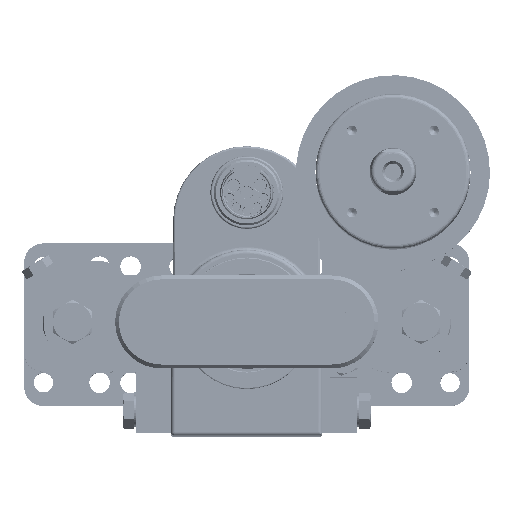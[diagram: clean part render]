
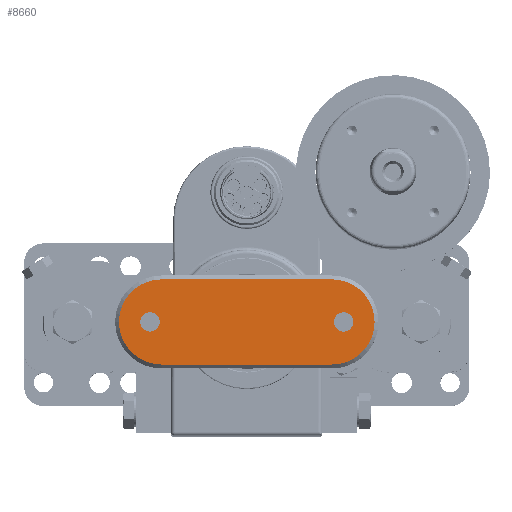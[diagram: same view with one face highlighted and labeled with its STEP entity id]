
A CAD part, top view. The second image highlights one B-rep face of the part: STEP entity #8660.
In plain terms, the highlighted planar face has unit normal (0, 0, 1).
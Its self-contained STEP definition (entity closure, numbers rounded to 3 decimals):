
#260 = CARTESIAN_POINT ( 'NONE',  ( 22., -11., 9. ) ) ;
#835 = CARTESIAN_POINT ( 'NONE',  ( -22., 0., 9. ) ) ;
#968 = CARTESIAN_POINT ( 'NONE',  ( -33., 0., 9. ) ) ;
#1054 = CARTESIAN_POINT ( 'NONE',  ( -25., 0., 9. ) ) ;
#1085 = AXIS2_PLACEMENT_3D ( 'NONE', #1054, #41984, #27397 ) ;
#1209 = CARTESIAN_POINT ( 'NONE',  ( 25., 0., 9. ) ) ;
#3066 = DIRECTION ( 'NONE',  ( 1., 0., 0. ) ) ;
#3244 = CIRCLE ( 'NONE', #28397, 11. ) ;
#4909 = DIRECTION ( 'NONE',  ( 0., 0., -1. ) ) ;
#6406 = AXIS2_PLACEMENT_3D ( 'NONE', #21751, #26188, #3066 ) ;
#8482 = DIRECTION ( 'NONE',  ( 0., 0., 1. ) ) ;
#8660 = ADVANCED_FACE ( 'NONE', ( #40518, #37298, #18311 ), #29153, .T. ) ;
#8666 = EDGE_CURVE ( 'NONE', #23153, #35629, #24516, .T. ) ;
#9556 = VERTEX_POINT ( 'NONE', #47021 ) ;
#9762 = EDGE_CURVE ( 'NONE', #48712, #48712, #36339, .T. ) ;
#10755 = VECTOR ( 'NONE', #46771, 1000. ) ;
#11203 = DIRECTION ( 'NONE',  ( 0., 0., 1. ) ) ;
#11527 = CARTESIAN_POINT ( 'NONE',  ( 22.5, 0., 9. ) ) ;
#11982 = CIRCLE ( 'NONE', #45810, 11. ) ;
#13041 = DIRECTION ( 'NONE',  ( -1., 0., 0. ) ) ;
#13313 = EDGE_CURVE ( 'NONE', #25570, #31746, #23583, .T. ) ;
#14719 = CARTESIAN_POINT ( 'NONE',  ( -22., 0., 9. ) ) ;
#14846 = CARTESIAN_POINT ( 'NONE',  ( -22., -11., 9. ) ) ;
#15814 = LINE ( 'NONE', #31538, #48334 ) ;
#18311 = FACE_OUTER_BOUND ( 'NONE', #24272, .T. ) ;
#19388 = ORIENTED_EDGE ( 'NONE', *, *, #19921, .T. ) ;
#19921 = EDGE_CURVE ( 'NONE', #35629, #22040, #15814, .T. ) ;
#20602 = AXIS2_PLACEMENT_3D ( 'NONE', #1209, #4909, #13041 ) ;
#21751 = CARTESIAN_POINT ( 'NONE',  ( 22., 0., 9. ) ) ;
#22040 = VERTEX_POINT ( 'NONE', #37807 ) ;
#23153 = VERTEX_POINT ( 'NONE', #47578 ) ;
#23356 = ORIENTED_EDGE ( 'NONE', *, *, #29167, .T. ) ;
#23471 = DIRECTION ( 'NONE',  ( 1., 0., 0. ) ) ;
#23583 = LINE ( 'NONE', #35644, #10755 ) ;
#23665 = DIRECTION ( 'NONE',  ( -1., 0., 0. ) ) ;
#24272 = EDGE_LOOP ( 'NONE', ( #23356, #46092, #29063, #45317, #36895, #19388 ) ) ;
#24516 = CIRCLE ( 'NONE', #6406, 11. ) ;
#24882 = CARTESIAN_POINT ( 'NONE',  ( 22., 0., 9. ) ) ;
#25570 = VERTEX_POINT ( 'NONE', #14846 ) ;
#25763 = EDGE_CURVE ( 'NONE', #31746, #23153, #45180, .T. ) ;
#26188 = DIRECTION ( 'NONE',  ( 0., 0., 1. ) ) ;
#27067 = EDGE_CURVE ( 'NONE', #9556, #9556, #40460, .T. ) ;
#27397 = DIRECTION ( 'NONE',  ( -1., 0., 0. ) ) ;
#27588 = DIRECTION ( 'NONE',  ( 0., 0., 1. ) ) ;
#28397 = AXIS2_PLACEMENT_3D ( 'NONE', #14719, #29729, #44783 ) ;
#28815 = EDGE_CURVE ( 'NONE', #48370, #25570, #3244, .T. ) ;
#29063 = ORIENTED_EDGE ( 'NONE', *, *, #13313, .T. ) ;
#29153 = PLANE ( 'NONE',  #45795 ) ;
#29167 = EDGE_CURVE ( 'NONE', #22040, #48370, #11982, .T. ) ;
#29729 = DIRECTION ( 'NONE',  ( 0., 0., 1. ) ) ;
#31205 = EDGE_LOOP ( 'NONE', ( #36186 ) ) ;
#31285 = ORIENTED_EDGE ( 'NONE', *, *, #27067, .T. ) ;
#31538 = CARTESIAN_POINT ( 'NONE',  ( -22., 11., 9. ) ) ;
#31746 = VERTEX_POINT ( 'NONE', #260 ) ;
#33316 = CARTESIAN_POINT ( 'NONE',  ( 0., 0., 9. ) ) ;
#35199 = CARTESIAN_POINT ( 'NONE',  ( 22., 11., 9. ) ) ;
#35223 = DIRECTION ( 'NONE',  ( 1., 0., 0. ) ) ;
#35629 = VERTEX_POINT ( 'NONE', #35199 ) ;
#35644 = CARTESIAN_POINT ( 'NONE',  ( 22., -11., 9. ) ) ;
#36186 = ORIENTED_EDGE ( 'NONE', *, *, #9762, .T. ) ;
#36339 = CIRCLE ( 'NONE', #20602, 2.5 ) ;
#36895 = ORIENTED_EDGE ( 'NONE', *, *, #8666, .T. ) ;
#37298 = FACE_BOUND ( 'NONE', #38426, .T. ) ;
#37329 = AXIS2_PLACEMENT_3D ( 'NONE', #24882, #27588, #35223 ) ;
#37807 = CARTESIAN_POINT ( 'NONE',  ( -22., 11., 9. ) ) ;
#38426 = EDGE_LOOP ( 'NONE', ( #31285 ) ) ;
#40460 = CIRCLE ( 'NONE', #1085, 2.5 ) ;
#40518 = FACE_BOUND ( 'NONE', #31205, .T. ) ;
#41984 = DIRECTION ( 'NONE',  ( 0., 0., -1. ) ) ;
#44783 = DIRECTION ( 'NONE',  ( 1., 0., 0. ) ) ;
#44938 = DIRECTION ( 'NONE',  ( 1., 0., 0. ) ) ;
#45180 = CIRCLE ( 'NONE', #37329, 11. ) ;
#45317 = ORIENTED_EDGE ( 'NONE', *, *, #25763, .T. ) ;
#45795 = AXIS2_PLACEMENT_3D ( 'NONE', #33316, #11203, #44938 ) ;
#45810 = AXIS2_PLACEMENT_3D ( 'NONE', #835, #8482, #23471 ) ;
#46092 = ORIENTED_EDGE ( 'NONE', *, *, #28815, .T. ) ;
#46771 = DIRECTION ( 'NONE',  ( 1., 0., 0. ) ) ;
#47021 = CARTESIAN_POINT ( 'NONE',  ( -27.5, 0., 9. ) ) ;
#47578 = CARTESIAN_POINT ( 'NONE',  ( 33., 0., 9. ) ) ;
#48334 = VECTOR ( 'NONE', #23665, 1000. ) ;
#48370 = VERTEX_POINT ( 'NONE', #968 ) ;
#48712 = VERTEX_POINT ( 'NONE', #11527 ) ;
